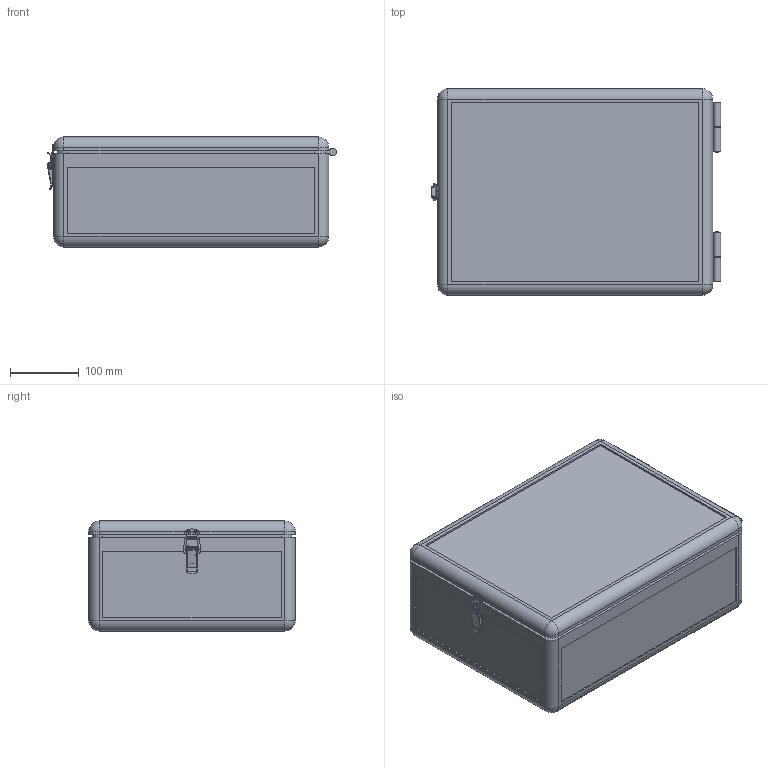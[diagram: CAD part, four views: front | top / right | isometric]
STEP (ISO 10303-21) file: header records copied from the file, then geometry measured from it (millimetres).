
FILE_DESCRIPTION (( 'STEP AP203' ), '1' );
FILE_NAME ('CHB-519N-STP.step', '2024-05-09T07:32:41', ( '' ), ( '' ), 'SwSTEP 2.0', 'SolidWorks 2011', '' );
FILE_SCHEMA (( 'CONFIG_CONTROL_DESIGN' ));
Products named in the file (3): CHB-519N-STP; door; box
Assembly tree (2 placements, depth 2):
  CHB-519N-STP
    door
    box
Bounding box: 420.6 x 300 x 160 mm (x, y, z)
Volume: 1843270.2 mm3; surface area: 1171190.7 mm2
Topology: 4 solids, 4 shells, 1515 faces, 3958 edges, 2489 vertices
Faces by surface type: plane 1142, cylinder 289, sphere 34, bspline 30, cone 16, torus 4
Entity records: 50282 total; most frequent: CARTESIAN_POINT 12909, ORIENTED_EDGE 7836, DIRECTION 7328, EDGE_CURVE 3918, VECTOR 3218, LINE 3218, VERTEX_POINT 2489, AXIS2_PLACEMENT_3D 2055
